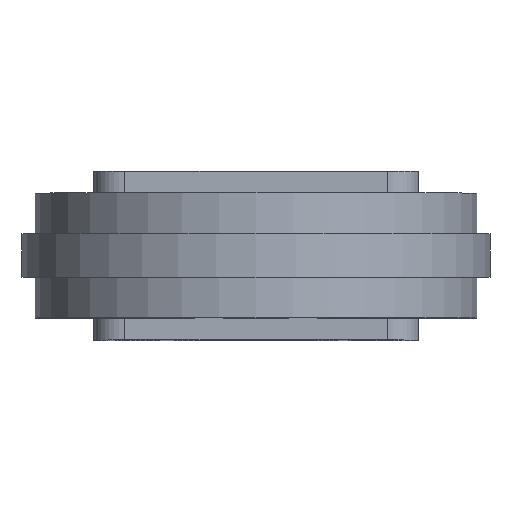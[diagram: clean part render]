
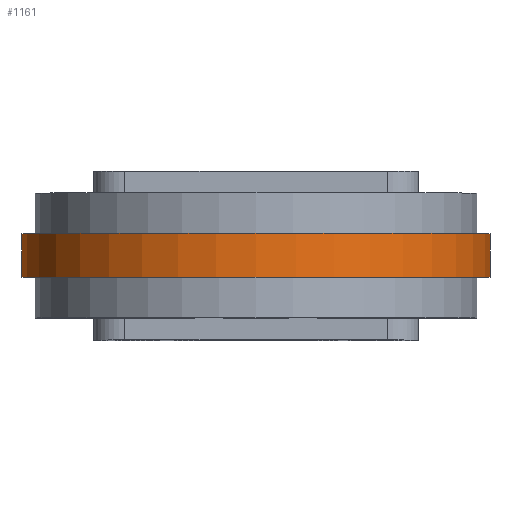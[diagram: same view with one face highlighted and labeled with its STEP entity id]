
A CAD part, top view. The second image highlights one B-rep face of the part: STEP entity #1161.
In plain terms, the highlighted cylindrical face has radius 37.5 mm (diameter 75 mm), a partial arc.
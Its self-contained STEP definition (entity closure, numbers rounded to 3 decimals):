
#1161=ADVANCED_FACE('',(#2600),#2601,.T.);
#2600=FACE_OUTER_BOUND('',#4285,.T.);
#2601=CYLINDRICAL_SURFACE('',#4286,37.5);
#4285=EDGE_LOOP('',(#7936,#7937,#7938,#7939));
#4286=AXIS2_PLACEMENT_3D('',#7940,#7941,#7942);
#7936=ORIENTED_EDGE('',*,*,#11070,.T.);
#7937=ORIENTED_EDGE('',*,*,#11262,.T.);
#7938=ORIENTED_EDGE('',*,*,#11061,.T.);
#7939=ORIENTED_EDGE('',*,*,#11264,.T.);
#7940=CARTESIAN_POINT('',(0.0,-3.5,66.5));
#7941=DIRECTION('',(0.0,-1.0,0.0));
#7942=DIRECTION('',(1.,0.0,0.));
#11061=EDGE_CURVE('',#13540,#13538,#13541,.T.);
#11070=EDGE_CURVE('',#13556,#13554,#13557,.T.);
#11262=EDGE_CURVE('',#13554,#13540,#13918,.T.);
#11264=EDGE_CURVE('',#13538,#13556,#13920,.T.);
#13538=VERTEX_POINT('',#16950);
#13540=VERTEX_POINT('',#16953);
#13541=LINE('',#16954,#16955);
#13554=VERTEX_POINT('',#16973);
#13556=VERTEX_POINT('',#16976);
#13557=LINE('',#16977,#16978);
#13918=CIRCLE('',#17447,37.5);
#13920=CIRCLE('',#17449,37.5);
#16950=CARTESIAN_POINT('',(37.47,-10.0,68.0));
#16953=CARTESIAN_POINT('',(37.47,-17.0,68.0));
#16954=CARTESIAN_POINT('',(37.47,-13.5,68.0));
#16955=VECTOR('',#20066,1.0);
#16973=CARTESIAN_POINT('',(-37.47,-17.0,68.0));
#16976=CARTESIAN_POINT('',(-37.47,-10.0,68.0));
#16977=CARTESIAN_POINT('',(-37.47,-13.5,68.0));
#16978=VECTOR('',#20076,1.0);
#17447=AXIS2_PLACEMENT_3D('',#20407,#20408,#20409);
#17449=AXIS2_PLACEMENT_3D('',#20410,#20411,#20412);
#20066=DIRECTION('',(-0.0,1.0,-0.0));
#20076=DIRECTION('',(0.0,-1.0,0.0));
#20407=CARTESIAN_POINT('',(0.0,-17.0,66.5));
#20408=DIRECTION('',(-0.0,1.0,0.0));
#20409=DIRECTION('',(1.,0.0,0.));
#20410=CARTESIAN_POINT('',(0.0,-10.0,66.5));
#20411=DIRECTION('',(0.0,-1.0,0.0));
#20412=DIRECTION('',(1.,0.0,0.));
